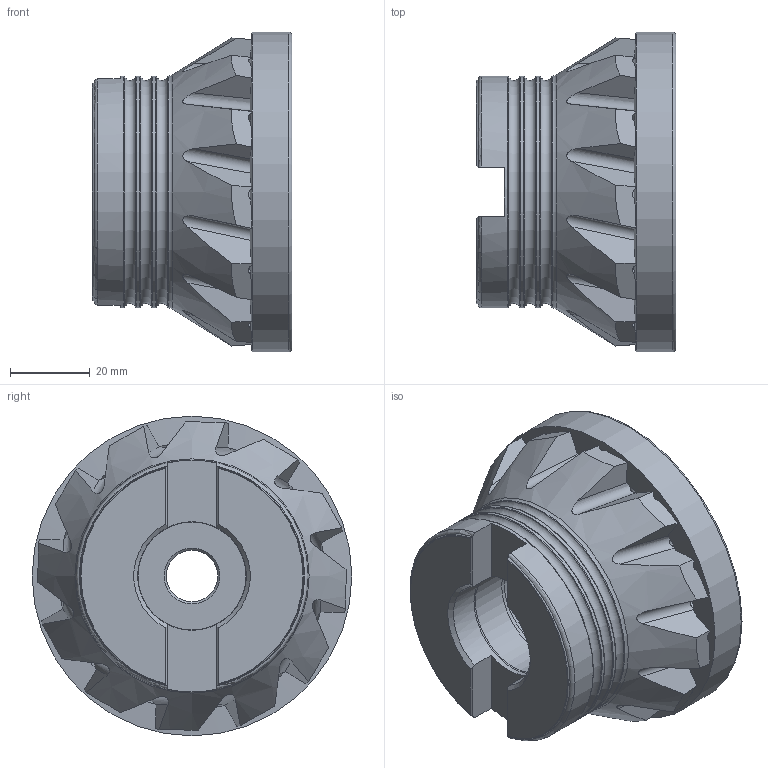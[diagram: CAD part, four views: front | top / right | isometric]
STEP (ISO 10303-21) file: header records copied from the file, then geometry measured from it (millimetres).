
FILE_DESCRIPTION (( 'STEP AP214' ), '1' );
FILE_NAME ('90PP_080_T09_9.STEP', '2015-10-22T13:01:59', ( '' ), ( '' ), 'SwSTEP 2.0', 'SolidWorks 2015', '' );
FILE_SCHEMA (( 'AUTOMOTIVE_DESIGN' ));
Length unit declared in the file: millimetre
Products named in the file (1): 90PP_080_T09_9
Bounding box: 50 x 79.99 x 79.99 mm (x, y, z)
Volume: 140386.2 mm3; surface area: 29488.2 mm2
Topology: 1 solids, 13 shells, 233 faces, 637 edges, 419 vertices
Faces by surface type: plane 99, cylinder 69, cone 50, torus 15
Full cylindrical faces by diameter (mm): 3 x12, 3.3 x12, 13 x1, 18.5 x1, 27 x1, 27.15 x1, 27.3 x1, 58 x3, 79.992 x1
Entity records: 9143 total; most frequent: CARTESIAN_POINT 3902, ORIENTED_EDGE 1044, DIRECTION 820, EDGE_CURVE 522, VERTEX_POINT 370, AXIS2_PLACEMENT_3D 352, EDGE_LOOP 290, FACE_OUTER_BOUND 277
